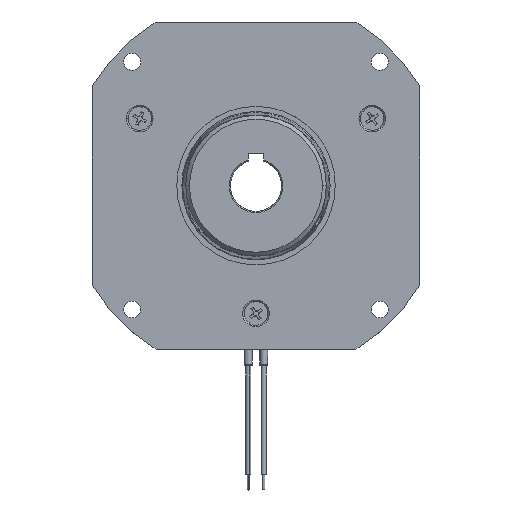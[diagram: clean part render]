
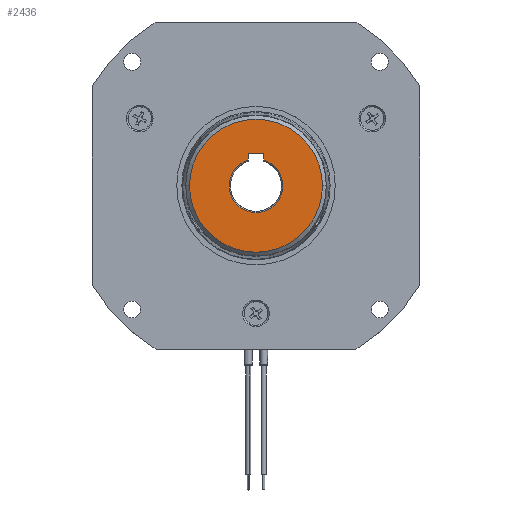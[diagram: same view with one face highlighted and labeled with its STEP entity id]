
A CAD part, top view. The second image highlights one B-rep face of the part: STEP entity #2436.
In plain terms, the highlighted face is planar.
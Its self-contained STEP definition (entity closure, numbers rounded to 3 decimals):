
#734 = ORIENTED_EDGE ( 'NONE', *, *, #4877, .T. ) ;
#1177 = CIRCLE ( 'NONE', #6001, 10.5 ) ;
#1194 = VERTEX_POINT ( 'NONE', #15115 ) ;
#1502 = VECTOR ( 'NONE', #17415, 1000. ) ;
#1808 = DIRECTION ( 'NONE',  ( 0., 0., -1. ) ) ;
#1857 = VERTEX_POINT ( 'NONE', #18167 ) ;
#2436 = ADVANCED_FACE ( 'NONE', ( #22064, #9068 ), #21657, .F. ) ;
#3247 = ORIENTED_EDGE ( 'NONE', *, *, #7209, .T. ) ;
#3856 = VERTEX_POINT ( 'NONE', #18032 ) ;
#4185 = VERTEX_POINT ( 'NONE', #24132 ) ;
#4250 = CARTESIAN_POINT ( 'NONE',  ( 0., 0., -30. ) ) ;
#4493 = ORIENTED_EDGE ( 'NONE', *, *, #18788, .T. ) ;
#4731 = LINE ( 'NONE', #13090, #18343 ) ;
#4821 = CARTESIAN_POINT ( 'NONE',  ( 0., 0., -30. ) ) ;
#4877 = EDGE_CURVE ( 'NONE', #7450, #1857, #4731, .T. ) ;
#4951 = DIRECTION ( 'NONE',  ( 0., 0., 1. ) ) ;
#5361 = CARTESIAN_POINT ( 'NONE',  ( 3., 12.8, -30. ) ) ;
#5902 = DIRECTION ( 'NONE',  ( 1., 0., 0. ) ) ;
#6001 = AXIS2_PLACEMENT_3D ( 'NONE', #9217, #4951, #26289 ) ;
#6976 = AXIS2_PLACEMENT_3D ( 'NONE', #25751, #15503, #19468 ) ;
#7104 = EDGE_CURVE ( 'NONE', #1857, #3856, #15805, .T. ) ;
#7209 = EDGE_CURVE ( 'NONE', #1194, #23889, #17749, .T. ) ;
#7271 = CARTESIAN_POINT ( 'NONE',  ( -3., 12.8, -30. ) ) ;
#7420 = ORIENTED_EDGE ( 'NONE', *, *, #7104, .T. ) ;
#7450 = VERTEX_POINT ( 'NONE', #22714 ) ;
#7654 = AXIS2_PLACEMENT_3D ( 'NONE', #12092, #1808, #26462 ) ;
#8070 = ORIENTED_EDGE ( 'NONE', *, *, #14468, .T. ) ;
#8610 = CIRCLE ( 'NONE', #26530, 10.5 ) ;
#9044 = LINE ( 'NONE', #7271, #1502 ) ;
#9068 = FACE_BOUND ( 'NONE', #10160, .T. ) ;
#9217 = CARTESIAN_POINT ( 'NONE',  ( 0., 0., -30. ) ) ;
#9224 = ORIENTED_EDGE ( 'NONE', *, *, #14930, .T. ) ;
#10160 = EDGE_LOOP ( 'NONE', ( #26484, #4493, #3247, #18905, #734, #7420 ) ) ;
#10285 = VERTEX_POINT ( 'NONE', #14470 ) ;
#10661 = DIRECTION ( 'NONE',  ( 0., 0., -1. ) ) ;
#10694 = CIRCLE ( 'NONE', #22082, 26. ) ;
#10842 = DIRECTION ( 'NONE',  ( 1., 0., 0. ) ) ;
#12092 = CARTESIAN_POINT ( 'NONE',  ( 0., 0., -30. ) ) ;
#12728 = CARTESIAN_POINT ( 'NONE',  ( 0., 0., -30. ) ) ;
#12758 = DIRECTION ( 'NONE',  ( 0., 0., 1. ) ) ;
#12905 = AXIS2_PLACEMENT_3D ( 'NONE', #4250, #24899, #5902 ) ;
#13090 = CARTESIAN_POINT ( 'NONE',  ( 3., 12.8, -30. ) ) ;
#13267 = CARTESIAN_POINT ( 'NONE',  ( 10.5, 0., -30. ) ) ;
#13342 = CIRCLE ( 'NONE', #7654, 26. ) ;
#14468 = EDGE_CURVE ( 'NONE', #15833, #10285, #13342, .T. ) ;
#14470 = CARTESIAN_POINT ( 'NONE',  ( -26., 0., -30. ) ) ;
#14930 = EDGE_CURVE ( 'NONE', #10285, #15833, #10694, .T. ) ;
#15016 = EDGE_CURVE ( 'NONE', #3856, #4185, #9044, .T. ) ;
#15115 = CARTESIAN_POINT ( 'NONE',  ( -10.5, 0., -30. ) ) ;
#15503 = DIRECTION ( 'NONE',  ( 0., 0., 1. ) ) ;
#15805 = LINE ( 'NONE', #5361, #19024 ) ;
#15833 = VERTEX_POINT ( 'NONE', #27001 ) ;
#17415 = DIRECTION ( 'NONE',  ( 0., -1., 0. ) ) ;
#17749 = CIRCLE ( 'NONE', #12905, 10.5 ) ;
#18032 = CARTESIAN_POINT ( 'NONE',  ( -3., 12.8, -30. ) ) ;
#18167 = CARTESIAN_POINT ( 'NONE',  ( 3., 12.8, -30. ) ) ;
#18343 = VECTOR ( 'NONE', #25667, 1000. ) ;
#18788 = EDGE_CURVE ( 'NONE', #4185, #1194, #8610, .T. ) ;
#18831 = EDGE_CURVE ( 'NONE', #23889, #7450, #1177, .T. ) ;
#18905 = ORIENTED_EDGE ( 'NONE', *, *, #18831, .T. ) ;
#19024 = VECTOR ( 'NONE', #19907, 1000. ) ;
#19025 = DIRECTION ( 'NONE',  ( 1., 0., 0. ) ) ;
#19273 = EDGE_LOOP ( 'NONE', ( #8070, #9224 ) ) ;
#19468 = DIRECTION ( 'NONE',  ( 1., 0., 0. ) ) ;
#19907 = DIRECTION ( 'NONE',  ( -1., 0., 0. ) ) ;
#21657 = PLANE ( 'NONE',  #6976 ) ;
#22064 = FACE_OUTER_BOUND ( 'NONE', #19273, .T. ) ;
#22082 = AXIS2_PLACEMENT_3D ( 'NONE', #12728, #10661, #19025 ) ;
#22714 = CARTESIAN_POINT ( 'NONE',  ( 3., 10.062, -30. ) ) ;
#23889 = VERTEX_POINT ( 'NONE', #13267 ) ;
#24132 = CARTESIAN_POINT ( 'NONE',  ( -3., 10.062, -30. ) ) ;
#24899 = DIRECTION ( 'NONE',  ( 0., 0., 1. ) ) ;
#25667 = DIRECTION ( 'NONE',  ( 0., 1., 0. ) ) ;
#25751 = CARTESIAN_POINT ( 'NONE',  ( 0., 10., -30. ) ) ;
#26289 = DIRECTION ( 'NONE',  ( 1., 0., 0. ) ) ;
#26462 = DIRECTION ( 'NONE',  ( 1., 0., 0. ) ) ;
#26484 = ORIENTED_EDGE ( 'NONE', *, *, #15016, .T. ) ;
#26530 = AXIS2_PLACEMENT_3D ( 'NONE', #4821, #12758, #10842 ) ;
#27001 = CARTESIAN_POINT ( 'NONE',  ( 26., 0., -30. ) ) ;
